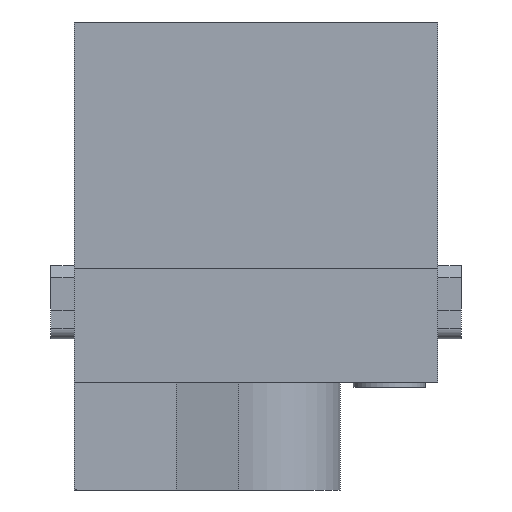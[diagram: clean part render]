
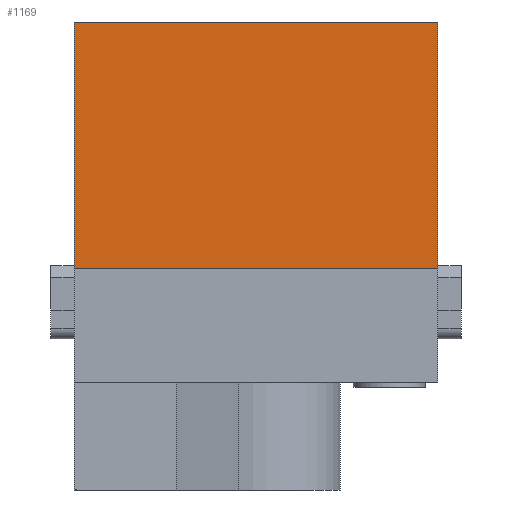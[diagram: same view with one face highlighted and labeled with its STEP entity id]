
A CAD part, left-side view. The second image highlights one B-rep face of the part: STEP entity #1169.
In plain terms, the highlighted planar face has unit normal (-1, 0, 0.002).
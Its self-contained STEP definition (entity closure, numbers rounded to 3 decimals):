
#981=FACE_OUTER_BOUND('',#1622,.T.);
#1169=ADVANCED_FACE('',(#981),#1370,.F.);
#1370=PLANE('',#5315);
#1622=EDGE_LOOP('',(#2096,#2097,#2098,#2099));
#2096=ORIENTED_EDGE('',*,*,#3275,.F.);
#2097=ORIENTED_EDGE('',*,*,#3256,.F.);
#2098=ORIENTED_EDGE('',*,*,#3233,.F.);
#2099=ORIENTED_EDGE('',*,*,#3264,.T.);
#2898=VERTEX_POINT('',#6991);
#2899=VERTEX_POINT('',#6993);
#2921=VERTEX_POINT('',#7041);
#2925=VERTEX_POINT('',#7054);
#3233=EDGE_CURVE('',#2899,#2898,#4467,.T.);
#3256=EDGE_CURVE('',#2898,#2921,#4487,.T.);
#3264=EDGE_CURVE('',#2899,#2925,#4494,.T.);
#3275=EDGE_CURVE('',#2921,#2925,#4504,.T.);
#4467=LINE('',#6994,#4933);
#4487=LINE('',#7040,#4953);
#4494=LINE('',#7055,#4960);
#4504=LINE('',#7077,#4970);
#4933=VECTOR('',#5762,1.);
#4953=VECTOR('',#5792,1.);
#4960=VECTOR('',#5805,1.);
#4970=VECTOR('',#5819,1.);
#5315=AXIS2_PLACEMENT_3D('',#7208,#5938,#5939);
#5762=DIRECTION('',(0.,-1.,0.));
#5792=DIRECTION('',(-0.002,0.,-1.));
#5805=DIRECTION('',(-0.002,0.,-1.));
#5819=DIRECTION('',(0.,1.,0.));
#5938=DIRECTION('',(1.,0.,-0.002));
#5939=DIRECTION('',(0.,-1.,0.));
#6991=CARTESIAN_POINT('',(-7.264,-15.15,24.));
#6993=CARTESIAN_POINT('',(-7.264,15.15,24.));
#6994=CARTESIAN_POINT('',(-7.264,0.,24.));
#7040=CARTESIAN_POINT('',(-7.317,-15.15,-6.));
#7041=CARTESIAN_POINT('',(-7.3,-15.15,3.5));
#7054=CARTESIAN_POINT('',(-7.3,15.15,3.5));
#7055=CARTESIAN_POINT('',(-7.264,15.15,24.));
#7077=CARTESIAN_POINT('',(-7.3,15.15,3.5));
#7208=CARTESIAN_POINT('',(-7.264,0.,24.));
